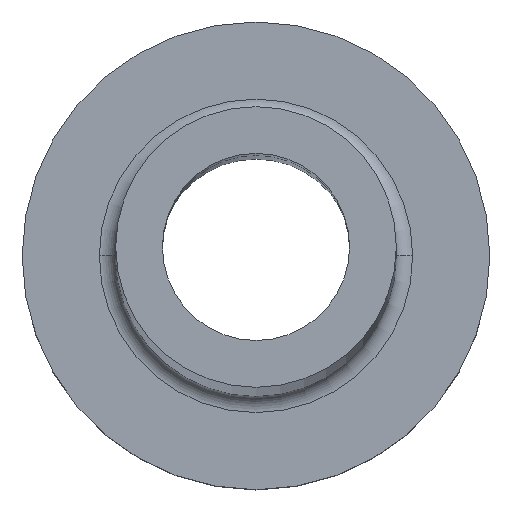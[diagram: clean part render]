
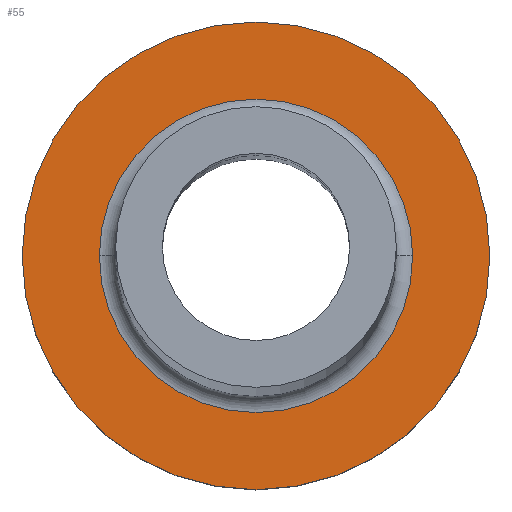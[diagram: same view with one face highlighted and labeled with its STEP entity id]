
A CAD part, top view. The second image highlights one B-rep face of the part: STEP entity #55.
In plain terms, the highlighted planar face has unit normal (0, 0, 1).
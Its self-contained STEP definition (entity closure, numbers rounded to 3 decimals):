
#2 = PLANE ( 'NONE',  #193 ) ;
#7 = DIRECTION ( 'NONE',  ( 1., 0., 0. ) ) ;
#15 = CIRCLE ( 'NONE', #446, 10. ) ;
#36 = CARTESIAN_POINT ( 'NONE',  ( 10., 0., 7. ) ) ;
#45 = VERTEX_POINT ( 'NONE', #36 ) ;
#48 = ORIENTED_EDGE ( 'NONE', *, *, #284, .T. ) ;
#54 = CARTESIAN_POINT ( 'NONE',  ( 6.7, 0., 7. ) ) ;
#55 = ADVANCED_FACE ( 'NONE', ( #167, #339 ), #2, .T. ) ;
#60 = AXIS2_PLACEMENT_3D ( 'NONE', #405, #87, #219 ) ;
#79 = CARTESIAN_POINT ( 'NONE',  ( -10., 0., 7. ) ) ;
#85 = DIRECTION ( 'NONE',  ( 1., 0., 0. ) ) ;
#87 = DIRECTION ( 'NONE',  ( 0., 0., -1. ) ) ;
#93 = ORIENTED_EDGE ( 'NONE', *, *, #160, .T. ) ;
#112 = CIRCLE ( 'NONE', #60, 6.7 ) ;
#126 = CIRCLE ( 'NONE', #389, 10. ) ;
#137 = CARTESIAN_POINT ( 'NONE',  ( -6.7, 0., 7. ) ) ;
#140 = CARTESIAN_POINT ( 'NONE',  ( 0., 0., 7. ) ) ;
#158 = EDGE_CURVE ( 'NONE', #282, #45, #126, .T. ) ;
#160 = EDGE_CURVE ( 'NONE', #45, #282, #15, .T. ) ;
#167 = FACE_BOUND ( 'NONE', #201, .T. ) ;
#186 = EDGE_LOOP ( 'NONE', ( #259, #93 ) ) ;
#193 = AXIS2_PLACEMENT_3D ( 'NONE', #140, #353, #7 ) ;
#201 = EDGE_LOOP ( 'NONE', ( #48, #426 ) ) ;
#216 = DIRECTION ( 'NONE',  ( 1., 0., 0. ) ) ;
#219 = DIRECTION ( 'NONE',  ( 1., 0., 0. ) ) ;
#229 = CARTESIAN_POINT ( 'NONE',  ( 0., 0., 7. ) ) ;
#246 = DIRECTION ( 'NONE',  ( 0., 0., 1. ) ) ;
#248 = AXIS2_PLACEMENT_3D ( 'NONE', #229, #374, #85 ) ;
#259 = ORIENTED_EDGE ( 'NONE', *, *, #158, .T. ) ;
#282 = VERTEX_POINT ( 'NONE', #79 ) ;
#284 = EDGE_CURVE ( 'NONE', #328, #348, #298, .T. ) ;
#298 = CIRCLE ( 'NONE', #248, 6.7 ) ;
#319 = EDGE_CURVE ( 'NONE', #348, #328, #112, .T. ) ;
#328 = VERTEX_POINT ( 'NONE', #54 ) ;
#339 = FACE_OUTER_BOUND ( 'NONE', #186, .T. ) ;
#348 = VERTEX_POINT ( 'NONE', #137 ) ;
#353 = DIRECTION ( 'NONE',  ( 0., 0., 1. ) ) ;
#362 = DIRECTION ( 'NONE',  ( 0., 0., 1. ) ) ;
#374 = DIRECTION ( 'NONE',  ( 0., 0., -1. ) ) ;
#389 = AXIS2_PLACEMENT_3D ( 'NONE', #441, #362, #216 ) ;
#401 = DIRECTION ( 'NONE',  ( 1., 0., 0. ) ) ;
#405 = CARTESIAN_POINT ( 'NONE',  ( 0., 0., 7. ) ) ;
#426 = ORIENTED_EDGE ( 'NONE', *, *, #319, .T. ) ;
#441 = CARTESIAN_POINT ( 'NONE',  ( 0., 0., 7. ) ) ;
#445 = CARTESIAN_POINT ( 'NONE',  ( 0., 0., 7. ) ) ;
#446 = AXIS2_PLACEMENT_3D ( 'NONE', #445, #246, #401 ) ;
